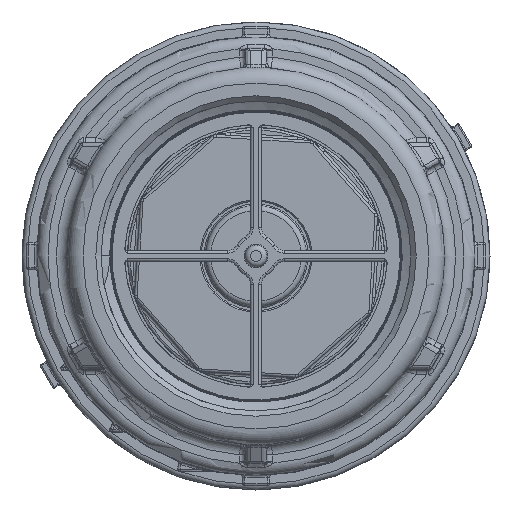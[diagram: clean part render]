
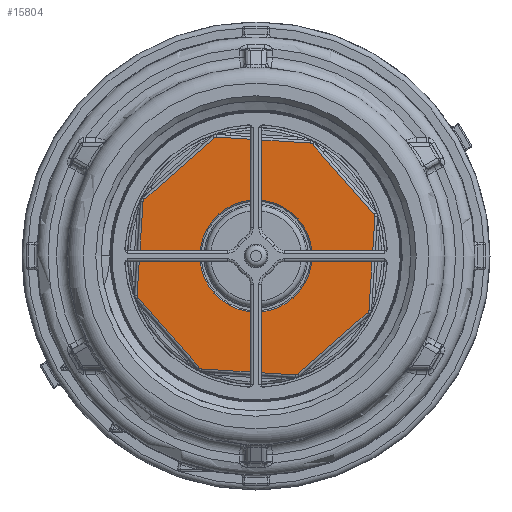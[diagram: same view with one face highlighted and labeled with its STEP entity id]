
A CAD part, left-side view. The second image highlights one B-rep face of the part: STEP entity #15804.
In plain terms, the highlighted face is planar.
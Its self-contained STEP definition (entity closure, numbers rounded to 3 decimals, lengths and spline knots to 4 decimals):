
#942=FACE_BOUND('',#3223,.T.);
#1116=PLANE('',#17776);
#2141=FACE_OUTER_BOUND('',#3222,.T.);
#3222=EDGE_LOOP('',(#14633,#14634,#14635,#14636,#14637,#14638,#14639,#14640,
#14641,#14642,#14643,#14644,#14645,#14646,#14647,#14648));
#3223=EDGE_LOOP('',(#14649));
#4298=CIRCLE('',#17744,0.03);
#4300=CIRCLE('',#17746,0.03);
#4305=CIRCLE('',#17753,0.03);
#4307=CIRCLE('',#17755,0.03);
#4312=CIRCLE('',#17762,0.03);
#4314=CIRCLE('',#17764,0.03);
#4319=CIRCLE('',#17771,0.03);
#4321=CIRCLE('',#17773,0.03);
#4322=CIRCLE('',#17777,0.64);
#5594=LINE('',#40991,#6222);
#5596=LINE('',#41023,#6224);
#5597=LINE('',#41027,#6225);
#5599=LINE('',#41059,#6227);
#5600=LINE('',#41063,#6228);
#5602=LINE('',#41095,#6230);
#5603=LINE('',#41099,#6231);
#5604=LINE('',#41126,#6232);
#6222=VECTOR('',#21996,0.3937);
#6224=VECTOR('',#22012,0.3937);
#6225=VECTOR('',#22017,0.3937);
#6227=VECTOR('',#22033,0.3937);
#6228=VECTOR('',#22038,0.3937);
#6230=VECTOR('',#22054,0.3937);
#6231=VECTOR('',#22059,0.3937);
#6232=VECTOR('',#22072,0.3937);
#7573=VERTEX_POINT('',#40985);
#7575=VERTEX_POINT('',#40989);
#7576=VERTEX_POINT('',#41001);
#7578=VERTEX_POINT('',#41015);
#7579=VERTEX_POINT('',#41019);
#7581=VERTEX_POINT('',#41025);
#7582=VERTEX_POINT('',#41037);
#7584=VERTEX_POINT('',#41051);
#7585=VERTEX_POINT('',#41055);
#7587=VERTEX_POINT('',#41061);
#7588=VERTEX_POINT('',#41073);
#7590=VERTEX_POINT('',#41087);
#7591=VERTEX_POINT('',#41091);
#7593=VERTEX_POINT('',#41097);
#7594=VERTEX_POINT('',#41109);
#7595=VERTEX_POINT('',#41122);
#7596=VERTEX_POINT('',#41130);
#9917=EDGE_CURVE('',#7575,#7573,#5594,.T.);
#9920=EDGE_CURVE('',#7573,#7576,#4298,.T.);
#9922=EDGE_CURVE('',#7578,#7575,#4300,.T.);
#9925=EDGE_CURVE('',#7576,#7579,#5596,.T.);
#9927=EDGE_CURVE('',#7581,#7578,#5597,.T.);
#9930=EDGE_CURVE('',#7579,#7582,#4305,.T.);
#9932=EDGE_CURVE('',#7584,#7581,#4307,.T.);
#9935=EDGE_CURVE('',#7582,#7585,#5599,.T.);
#9937=EDGE_CURVE('',#7587,#7584,#5600,.T.);
#9940=EDGE_CURVE('',#7585,#7588,#4312,.T.);
#9942=EDGE_CURVE('',#7590,#7587,#4314,.T.);
#9945=EDGE_CURVE('',#7588,#7591,#5602,.T.);
#9947=EDGE_CURVE('',#7593,#7590,#5603,.T.);
#9950=EDGE_CURVE('',#7591,#7594,#4319,.T.);
#9952=EDGE_CURVE('',#7595,#7593,#4321,.T.);
#9953=EDGE_CURVE('',#7594,#7595,#5604,.T.);
#9955=EDGE_CURVE('',#7596,#7596,#4322,.T.);
#14633=ORIENTED_EDGE('',*,*,#9917,.F.);
#14634=ORIENTED_EDGE('',*,*,#9922,.F.);
#14635=ORIENTED_EDGE('',*,*,#9927,.F.);
#14636=ORIENTED_EDGE('',*,*,#9932,.F.);
#14637=ORIENTED_EDGE('',*,*,#9937,.F.);
#14638=ORIENTED_EDGE('',*,*,#9942,.F.);
#14639=ORIENTED_EDGE('',*,*,#9947,.F.);
#14640=ORIENTED_EDGE('',*,*,#9952,.F.);
#14641=ORIENTED_EDGE('',*,*,#9953,.F.);
#14642=ORIENTED_EDGE('',*,*,#9950,.F.);
#14643=ORIENTED_EDGE('',*,*,#9945,.F.);
#14644=ORIENTED_EDGE('',*,*,#9940,.F.);
#14645=ORIENTED_EDGE('',*,*,#9935,.F.);
#14646=ORIENTED_EDGE('',*,*,#9930,.F.);
#14647=ORIENTED_EDGE('',*,*,#9925,.F.);
#14648=ORIENTED_EDGE('',*,*,#9920,.F.);
#14649=ORIENTED_EDGE('',*,*,#9955,.F.);
#15804=ADVANCED_FACE('',(#2141,#942),#1116,.T.);
#17744=AXIS2_PLACEMENT_3D('',#41005,#22001,#22002);
#17746=AXIS2_PLACEMENT_3D('',#41017,#22005,#22006);
#17753=AXIS2_PLACEMENT_3D('',#41041,#22022,#22023);
#17755=AXIS2_PLACEMENT_3D('',#41053,#22026,#22027);
#17762=AXIS2_PLACEMENT_3D('',#41077,#22043,#22044);
#17764=AXIS2_PLACEMENT_3D('',#41089,#22047,#22048);
#17771=AXIS2_PLACEMENT_3D('',#41112,#22064,#22065);
#17773=AXIS2_PLACEMENT_3D('',#41124,#22068,#22069);
#17776=AXIS2_PLACEMENT_3D('',#41129,#22076,#22077);
#17777=AXIS2_PLACEMENT_3D('',#41131,#22078,#22079);
#21996=DIRECTION('',(0.,-0.707,0.707));
#22001=DIRECTION('center_axis',(-1.,0.,0.));
#22002=DIRECTION('ref_axis',(0.,-0.924,-0.383));
#22005=DIRECTION('center_axis',(-1.,0.,0.));
#22006=DIRECTION('ref_axis',(0.,-0.383,-0.924));
#22012=DIRECTION('',(0.,0.,1.));
#22017=DIRECTION('',(0.,-1.,0.));
#22022=DIRECTION('center_axis',(-1.,0.,0.));
#22023=DIRECTION('ref_axis',(0.,-0.924,0.383));
#22026=DIRECTION('center_axis',(-1.,0.,0.));
#22027=DIRECTION('ref_axis',(0.,0.383,-0.924));
#22033=DIRECTION('',(0.,0.707,0.707));
#22038=DIRECTION('',(0.,-0.707,-0.707));
#22043=DIRECTION('center_axis',(-1.,0.,0.));
#22044=DIRECTION('ref_axis',(0.,-0.383,0.924));
#22047=DIRECTION('center_axis',(-1.,0.,0.));
#22048=DIRECTION('ref_axis',(0.,0.924,-0.383));
#22054=DIRECTION('',(0.,1.,0.));
#22059=DIRECTION('',(0.,0.,-1.));
#22064=DIRECTION('center_axis',(-1.,0.,0.));
#22065=DIRECTION('ref_axis',(0.,0.383,0.924));
#22068=DIRECTION('center_axis',(-1.,0.,0.));
#22069=DIRECTION('ref_axis',(0.,0.924,0.383));
#22072=DIRECTION('',(0.,0.707,-0.707));
#22076=DIRECTION('center_axis',(1.,0.,0.));
#22077=DIRECTION('ref_axis',(0.,0.,-1.));
#22078=DIRECTION('center_axis',(1.,0.,0.));
#22079=DIRECTION('ref_axis',(0.,-1.,0.));
#40985=CARTESIAN_POINT('',(0.3125,-1.3182,-0.5584));
#40989=CARTESIAN_POINT('',(0.3125,-0.5584,-1.3182));
#40991=CARTESIAN_POINT('',(0.3125,-0.8753,-1.0013));
#41001=CARTESIAN_POINT('',(0.3125,-1.3269,-0.5372));
#41005=CARTESIAN_POINT('Origin',(0.3125,-1.2969,-0.5372));
#41015=CARTESIAN_POINT('',(0.3125,-0.5372,-1.3269));
#41017=CARTESIAN_POINT('Origin',(0.3125,-0.5372,-1.2969));
#41019=CARTESIAN_POINT('',(0.3125,-1.3269,0.5372));
#41023=CARTESIAN_POINT('',(0.3125,-1.3269,0.281));
#41025=CARTESIAN_POINT('',(0.3125,0.5372,-1.3269));
#41027=CARTESIAN_POINT('',(0.3125,0.2424,-1.3269));
#41037=CARTESIAN_POINT('',(0.3125,-1.3182,0.5584));
#41041=CARTESIAN_POINT('Origin',(0.3125,-1.2969,0.5372));
#41051=CARTESIAN_POINT('',(0.3125,0.5584,-1.3182));
#41053=CARTESIAN_POINT('Origin',(0.3125,0.5372,-1.2969));
#41055=CARTESIAN_POINT('',(0.3125,-0.5584,1.3182));
#41059=CARTESIAN_POINT('',(0.3125,-0.4779,1.3987));
#41061=CARTESIAN_POINT('',(0.3125,1.3182,-0.5584));
#41063=CARTESIAN_POINT('',(0.3125,1.0013,-0.8753));
#41073=CARTESIAN_POINT('',(0.3125,-0.5372,1.3269));
#41077=CARTESIAN_POINT('Origin',(0.3125,-0.5372,1.2969));
#41087=CARTESIAN_POINT('',(0.3125,1.3269,-0.5372));
#41089=CARTESIAN_POINT('Origin',(0.3125,1.2969,-0.5372));
#41091=CARTESIAN_POINT('',(0.3125,0.5372,1.3269));
#41095=CARTESIAN_POINT('',(0.3125,0.8045,1.3269));
#41097=CARTESIAN_POINT('',(0.3125,1.3269,0.5372));
#41099=CARTESIAN_POINT('',(0.3125,1.3269,-0.281));
#41109=CARTESIAN_POINT('',(0.3125,0.5584,1.3182));
#41112=CARTESIAN_POINT('Origin',(0.3125,0.5372,1.2969));
#41122=CARTESIAN_POINT('',(0.3125,1.3182,0.5584));
#41124=CARTESIAN_POINT('Origin',(0.3125,1.2969,0.5372));
#41126=CARTESIAN_POINT('',(0.3125,1.3987,0.4779));
#41129=CARTESIAN_POINT('Origin',(0.3125,1.0469,0.));
#41130=CARTESIAN_POINT('',(0.3125,0.64,0.));
#41131=CARTESIAN_POINT('Origin',(0.3125,0.,0.));
